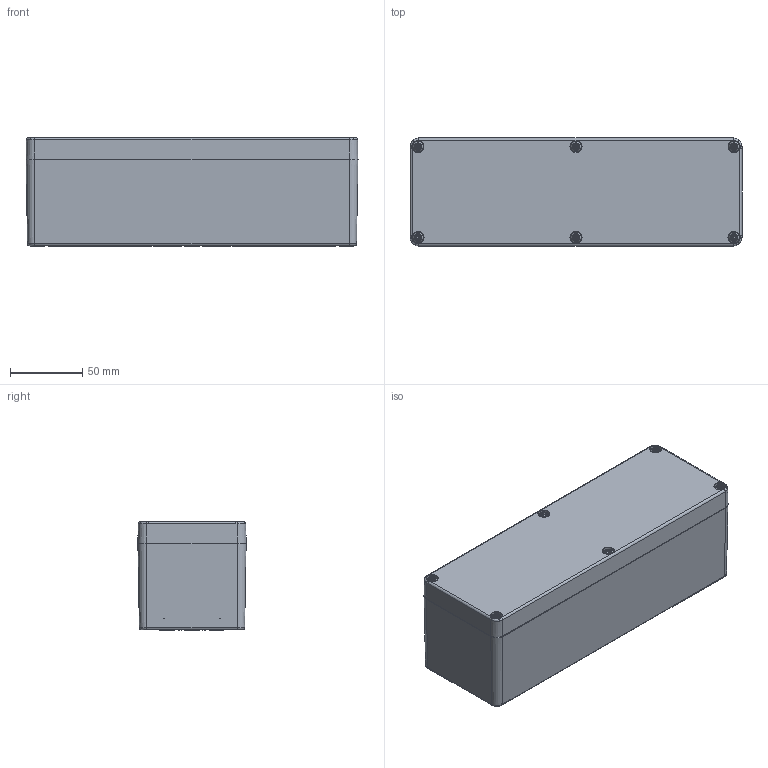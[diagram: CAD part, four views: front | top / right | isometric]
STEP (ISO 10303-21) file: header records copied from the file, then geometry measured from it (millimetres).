
FILE_DESCRIPTION((''),'2;1');
FILE_NAME('3211101050-MBP-Ex-leer_237575_VE.stp','2014-05-21T14:13:53',('robin.rentz'),(''),'Autodesk Inventor 2012','Autodesk Inventor 2012','');
FILE_SCHEMA(('AUTOMOTIVE_DESIGN { 1 0 10303 214 1 1 1 1 }'));
Length unit declared in the file: millimetre
Products named in the file (5): 3211101050-MBP-Ex-leer_237575_VE; 3211101050-UT_237575_VE; 3211101050-OT_237575_VE; 1990000276 Schraube BM4x12_6; xxx-O-Ring-MBP_237575
Assembly tree (9 placements, depth 2):
  3211101050-MBP-Ex-leer_237575_VE
    3211101050-UT_237575_VE
    3211101050-OT_237575_VE
    1990000276 Schraube BM4x12_6  x6
    xxx-O-Ring-MBP_237575
Bounding box: 230 x 75 x 75.53 mm (x, y, z)
Volume: 372277 mm3; surface area: 171858.2 mm2
Topology: 9 solids, 9 shells, 1759 faces, 4353 edges, 2672 vertices
Faces by surface type: plane 501, bspline 404, torus 354, cylinder 328, cone 162, sphere 10
Full cylindrical faces by diameter (mm): 3.242 x8, 3.3 x6, 4 x6, 4.5 x4, 4.8 x12, 6.8 x6, 7.5 x4, 8 x6
Entity records: 56435 total; most frequent: CARTESIAN_POINT 24826, ORIENTED_EDGE 6838, DIRECTION 5921, EDGE_CURVE 3419, AXIS2_PLACEMENT_3D 2195, VERTEX_POINT 2130, EDGE_LOOP 1583, VECTOR 1531
